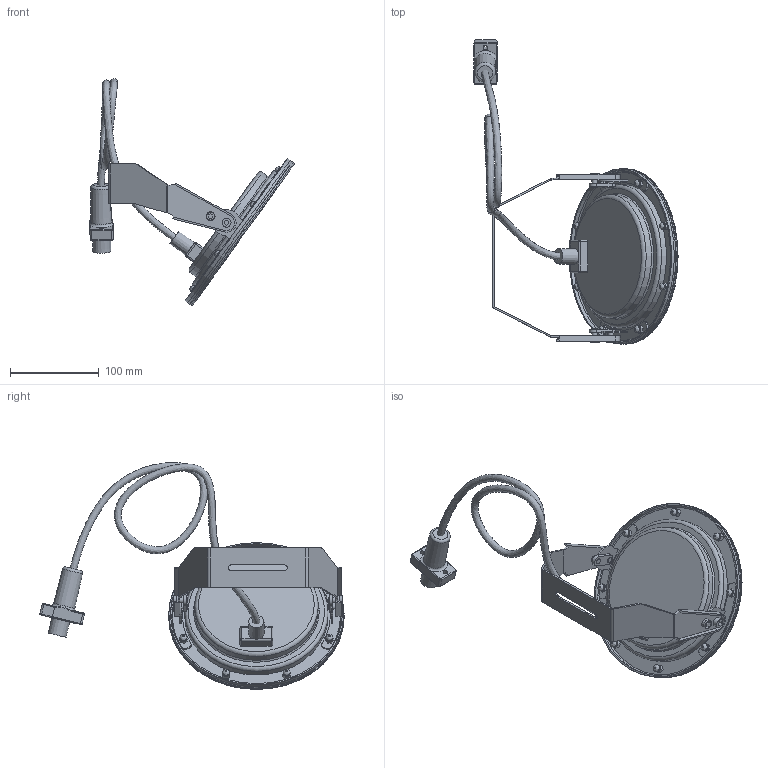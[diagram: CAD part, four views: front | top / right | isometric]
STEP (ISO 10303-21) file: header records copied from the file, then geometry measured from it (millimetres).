
FILE_DESCRIPTION(/* description */ (''),/* implementation_level */ '2;1');
FILE_NAME(/* name */ '70134_ProfiLux_Basic_Led_XL_RGB_Spot.stp',/* time_stamp */ '2018-12-07T11:14:19+01:00',/* author */ ('guzb562'),/* organization */ (''),/* preprocessor_version */ 'ST-DEVELOPER v17.2',/* originating_system */ 'Autodesk Inventor 2019',/* authorisation */ '');
FILE_SCHEMA (('CONFIG_CONTROL_DESIGN'));
Length unit declared in the file: millimetre
Products named in the file (6): 70134_ProfiLux_Basic_Led_Wl_RGB_Spot; 70132_ProfiLux_LED_LRGB_Spot; 70134_ProfiLux_Basic_LED_XL_Spot_; stecker female; 70134_ProfiLux_Basic_Led_Wl_RGB_Spot.Kabelbaum1; 70134_ProfiLux_Basic_Led_Wl_RGB_Spot.Kabelbaum1_1
Assembly tree (5 placements, depth 3):
  70134_ProfiLux_Basic_Led_Wl_RGB_Spot
    70132_ProfiLux_LED_LRGB_Spot
    70134_ProfiLux_Basic_LED_XL_Spot_
    stecker female
    70134_ProfiLux_Basic_Led_Wl_RGB_Spot.Kabelbaum1
      70134_ProfiLux_Basic_Led_Wl_RGB_Spot.Kabelbaum1_1
Bounding box: 230.54 x 343.45 x 256.25 mm (x, y, z)
Volume: 460374.1 mm3; surface area: 167325.4 mm2
Topology: 5 solids, 14 shells, 1068 faces, 2652 edges, 1752 vertices
Faces by surface type: plane 718, cylinder 168, bspline 158, cone 12, torus 8, sphere 4
Full cylindrical faces by diameter (mm): 4.2 x8, 5.216 x2, 6 x6, 6.5 x2, 7.794 x8, 9 x2, 10 x12, 11.314 x8, 15 x21, 35.5 x7, 139.391 x1, 147.475 x1, 161.724 x1, 197.973 x1, 197.98 x1
Entity records: 37077 total; most frequent: CARTESIAN_POINT 11334, ORIENTED_EDGE 5300, DIRECTION 4678, EDGE_CURVE 2651, LINE 1904, VECTOR 1904, VERTEX_POINT 1750, AXIS2_PLACEMENT_3D 1387
